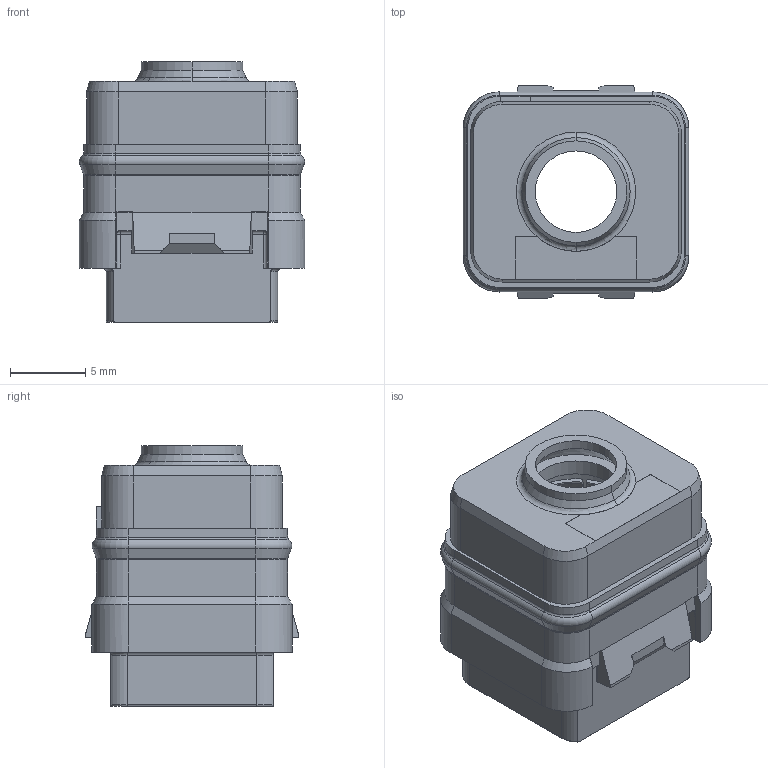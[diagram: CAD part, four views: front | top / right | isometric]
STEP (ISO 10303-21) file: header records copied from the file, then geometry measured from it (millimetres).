
FILE_DESCRIPTION((''),'2;1');
FILE_NAME('SIME0128PNC','2020-02-06T',('presta_be4'),(''),'CREO PARAMETRIC BY PTC INC, 2018360','CREO PARAMETRIC BY PTC INC, 2018360','');
FILE_SCHEMA(('CONFIG_CONTROL_DESIGN'));
Length unit declared in the file: millimetre
Products named in the file (1): SIME0128PNC
Bounding box: 15 x 14.15 x 17.34 mm (x, y, z)
Volume: 1731.4 mm3; surface area: 1939.6 mm2
Topology: 1 solids, 1 shells, 377 faces, 1009 edges, 630 vertices
Faces by surface type: plane 191, cylinder 90, torus 52, cone 39, sphere 4, bspline 1
Entity records: 12065 total; most frequent: CARTESIAN_POINT 2570, ORIENTED_EDGE 2018, DIRECTION 1976, EDGE_CURVE 1009, AXIS2_PLACEMENT_3D 689, VERTEX_POINT 630, VECTOR 598, LINE 598
